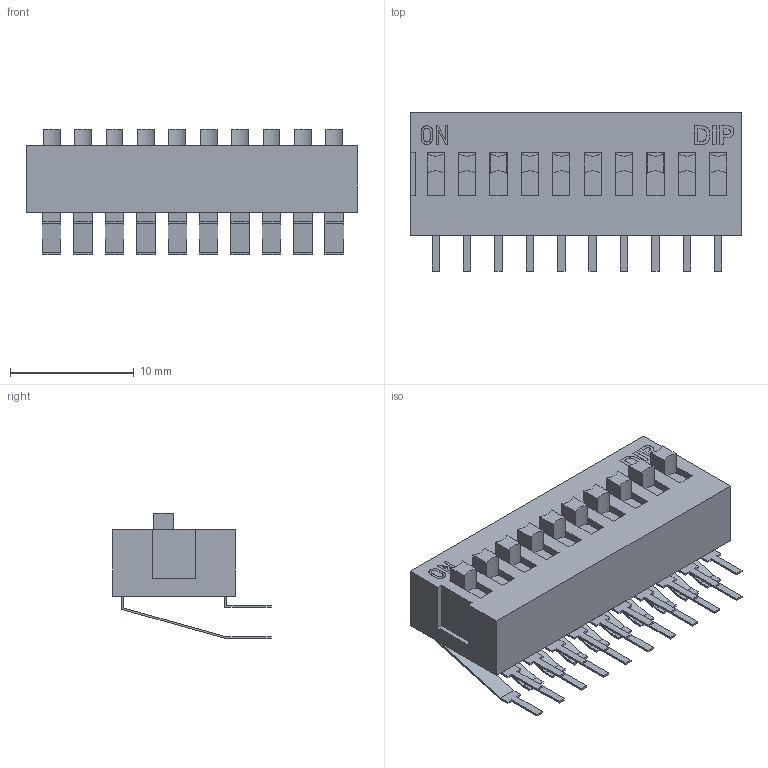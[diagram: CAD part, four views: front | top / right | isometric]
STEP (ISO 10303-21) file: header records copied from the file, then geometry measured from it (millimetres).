
FILE_DESCRIPTION (( 'STEP AP214' ), '1' );
FILE_NAME ('User Library-DIPSWITCH_DA10.STEP', '2010-11-10T08:25:35', ( 'SysAdmin' ), ( 'SolidWorks' ), 'SwSTEP 2.0', 'SolidWorks 2011', '' );
FILE_SCHEMA (( 'AUTOMOTIVE_DESIGN' ));
Length unit declared in the file: millimetre
Products named in the file (1): User Library-DIPSWITCH_DA10
Bounding box: 26.76 x 12.8 x 10.12 mm (x, y, z)
Volume: 1439.2 mm3; surface area: 1600.7 mm2
Topology: 1 solids, 1 shells, 424 faces, 1119 edges, 746 vertices
Faces by surface type: plane 371, bspline 33, cylinder 20
Entity records: 17748 total; most frequent: CARTESIAN_POINT 3995, ORIENTED_EDGE 2238, DIRECTION 1877, EDGE_CURVE 1119, LINE 1013, VECTOR 1013, VERTEX_POINT 746, EDGE_LOOP 473
